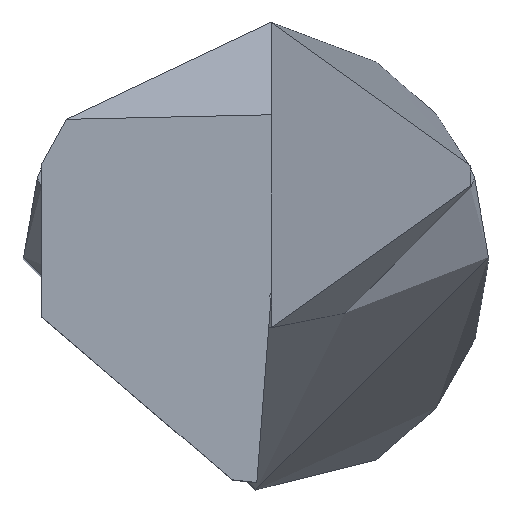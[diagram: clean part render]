
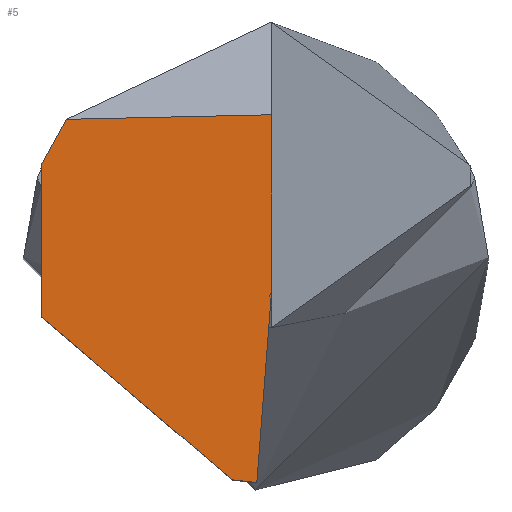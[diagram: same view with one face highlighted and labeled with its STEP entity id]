
A CAD part, top view. The second image highlights one B-rep face of the part: STEP entity #5.
In plain terms, the highlighted planar face has unit normal (-0.052, 0.017, 0.999).
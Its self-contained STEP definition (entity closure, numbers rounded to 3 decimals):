
#4 = CARTESIAN_POINT ( 'NONE',  ( 0.101, 1.792, -0.078 ) ) ;
#5 = ADVANCED_FACE ( 'NONE', ( #183 ), #348, .F. ) ;
#8 = VERTEX_POINT ( 'NONE', #83 ) ;
#17 =( BOUNDED_CURVE ( )  B_SPLINE_CURVE ( 3, ( #240, #316, #41, #792 ),
 .UNSPECIFIED., .F., .F. ) 
 B_SPLINE_CURVE_WITH_KNOTS ( ( 4, 4 ),
 ( 2.472, 3.322 ),
 .UNSPECIFIED. ) 
 CURVE ( )  GEOMETRIC_REPRESENTATION_ITEM ( )  RATIONAL_B_SPLINE_CURVE ( ( 1., 0.941, 0.941, 1. ) ) 
 REPRESENTATION_ITEM ( '' )  );
#21 = CARTESIAN_POINT ( 'NONE',  ( -2.576, 1.554, -0.214 ) ) ;
#29 = CARTESIAN_POINT ( 'NONE',  ( -2.684, 1.359, -0.216 ) ) ;
#41 = CARTESIAN_POINT ( 'NONE',  ( -0.222, -1.252, -0.042 ) ) ;
#60 = LINE ( 'NONE', #4, #773 ) ;
#64 = ORIENTED_EDGE ( 'NONE', *, *, #817, .F. ) ;
#81 = VECTOR ( 'NONE', #295, 1000. ) ;
#83 = CARTESIAN_POINT ( 'NONE',  ( 0.2, -0.483, -0.033 ) ) ;
#85 = ORIENTED_EDGE ( 'NONE', *, *, #661, .F. ) ;
#89 = CARTESIAN_POINT ( 'NONE',  ( -2.769, -0.812, -0.183 ) ) ;
#106 = VERTEX_POINT ( 'NONE', #507 ) ;
#127 = CARTESIAN_POINT ( 'NONE',  ( -2.376, -1.932, -0.143 ) ) ;
#130 = ORIENTED_EDGE ( 'NONE', *, *, #201, .F. ) ;
#155 = CARTESIAN_POINT ( 'NONE',  ( -2.769, 1.153, -0.217 ) ) ;
#170 = CARTESIAN_POINT ( 'NONE',  ( -0.307, -2.917, -0.017 ) ) ;
#173 = CARTESIAN_POINT ( 'NONE',  ( 0.01, -2.95, 0. ) ) ;
#174 = LINE ( 'NONE', #225, #81 ) ;
#183 = FACE_OUTER_BOUND ( 'NONE', #250, .T. ) ;
#193 =( BOUNDED_CURVE ( )  B_SPLINE_CURVE ( 3, ( #155, #29, #21, #715 ),
 .UNSPECIFIED., .F., .F. ) 
 B_SPLINE_CURVE_WITH_KNOTS ( ( 4, 4 ),
 ( 0.073, 0.296 ),
 .UNSPECIFIED. ) 
 CURVE ( )  GEOMETRIC_REPRESENTATION_ITEM ( )  RATIONAL_B_SPLINE_CURVE ( ( 1., 0.996, 0.996, 1. ) ) 
 REPRESENTATION_ITEM ( '' )  );
#201 = EDGE_CURVE ( 'NONE', #421, #606, #174, .T. ) ;
#220 = DIRECTION ( 'NONE',  ( 0., 1., -0.017 ) ) ;
#224 = ORIENTED_EDGE ( 'NONE', *, *, #571, .F. ) ;
#225 = CARTESIAN_POINT ( 'NONE',  ( 0.538, -3.006, 0.029 ) ) ;
#239 = VERTEX_POINT ( 'NONE', #729 ) ;
#240 = CARTESIAN_POINT ( 'NONE',  ( 0.01, -2.95, 0. ) ) ;
#242 = EDGE_CURVE ( 'NONE', #421, #8, #17, .T. ) ;
#250 = EDGE_LOOP ( 'NONE', ( #863, #224, #130, #654, #667, #85, #64 ) ) ;
#252 = EDGE_CURVE ( 'NONE', #813, #645, #459, .T. ) ;
#295 = DIRECTION ( 'NONE',  ( -0.993, 0.104, -0.054 ) ) ;
#297 = CARTESIAN_POINT ( 'NONE',  ( -2.769, -8.002, -0.058 ) ) ;
#302 = EDGE_CURVE ( 'NONE', #8, #239, #796, .T. ) ;
#305 = DIRECTION ( 'NONE',  ( 0., 1., -0.017 ) ) ;
#316 = CARTESIAN_POINT ( 'NONE',  ( -0.289, -2.126, -0.03 ) ) ;
#348 = PLANE ( 'NONE',  #878 ) ;
#413 = DIRECTION ( 'NONE',  ( 0.998, 0.022, 0.052 ) ) ;
#415 = CARTESIAN_POINT ( 'NONE',  ( 0.01, -8., 0.088 ) ) ;
#421 = VERTEX_POINT ( 'NONE', #173 ) ;
#459 = LINE ( 'NONE', #297, #523 ) ;
#491 = DIRECTION ( 'NONE',  ( 0.052, -0.017, -0.998 ) ) ;
#495 = CARTESIAN_POINT ( 'NONE',  ( 0.2, -0.001, -0.042 ) ) ;
#507 = CARTESIAN_POINT ( 'NONE',  ( -2.447, 1.736, -0.211 ) ) ;
#519 =( BOUNDED_CURVE ( )  B_SPLINE_CURVE ( 3, ( #677, #536, #127, #607 ),
 .UNSPECIFIED., .F., .F. ) 
 B_SPLINE_CURVE_WITH_KNOTS ( ( 4, 4 ),
 ( 4.572, 5.624 ),
 .UNSPECIFIED. ) 
 CURVE ( )  GEOMETRIC_REPRESENTATION_ITEM ( )  RATIONAL_B_SPLINE_CURVE ( ( 1., 0.91, 0.91, 1. ) ) 
 REPRESENTATION_ITEM ( '' )  );
#523 = VECTOR ( 'NONE', #220, 1000. ) ;
#536 = CARTESIAN_POINT ( 'NONE',  ( -1.474, -2.703, -0.082 ) ) ;
#571 = EDGE_CURVE ( 'NONE', #606, #813, #519, .T. ) ;
#606 = VERTEX_POINT ( 'NONE', #170 ) ;
#607 = CARTESIAN_POINT ( 'NONE',  ( -2.769, -0.812, -0.183 ) ) ;
#625 = CARTESIAN_POINT ( 'NONE',  ( -2.769, 1.153, -0.217 ) ) ;
#639 = DIRECTION ( 'NONE',  ( -0.999, 0., -0.052 ) ) ;
#645 = VERTEX_POINT ( 'NONE', #625 ) ;
#654 = ORIENTED_EDGE ( 'NONE', *, *, #242, .T. ) ;
#661 = EDGE_CURVE ( 'NONE', #106, #239, #60, .T. ) ;
#667 = ORIENTED_EDGE ( 'NONE', *, *, #302, .T. ) ;
#677 = CARTESIAN_POINT ( 'NONE',  ( -0.307, -2.917, -0.017 ) ) ;
#715 = CARTESIAN_POINT ( 'NONE',  ( -2.447, 1.736, -0.211 ) ) ;
#729 = CARTESIAN_POINT ( 'NONE',  ( 0.2, 1.794, -0.073 ) ) ;
#773 = VECTOR ( 'NONE', #413, 1000. ) ;
#792 = CARTESIAN_POINT ( 'NONE',  ( 0.2, -0.483, -0.033 ) ) ;
#796 = LINE ( 'NONE', #495, #825 ) ;
#813 = VERTEX_POINT ( 'NONE', #89 ) ;
#817 = EDGE_CURVE ( 'NONE', #645, #106, #193, .T. ) ;
#825 = VECTOR ( 'NONE', #305, 1000. ) ;
#863 = ORIENTED_EDGE ( 'NONE', *, *, #252, .F. ) ;
#878 = AXIS2_PLACEMENT_3D ( 'NONE', #415, #491, #639 ) ;
